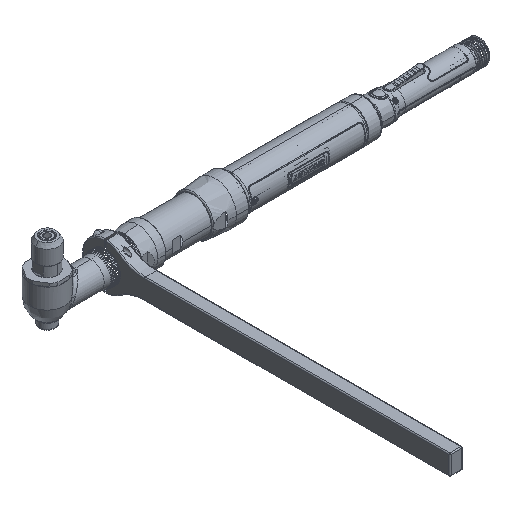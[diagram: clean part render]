
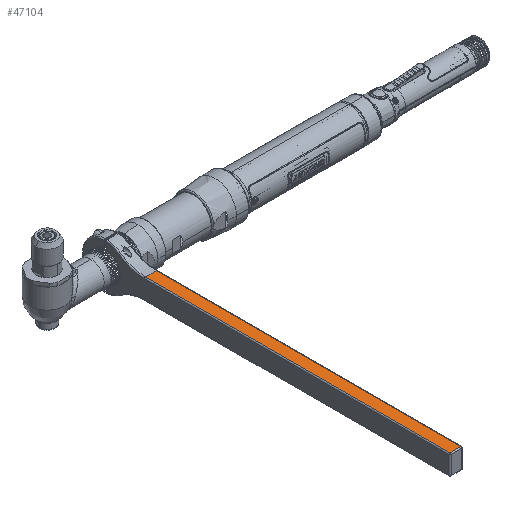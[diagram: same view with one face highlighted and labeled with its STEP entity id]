
A CAD part, isometric view. The second image highlights one B-rep face of the part: STEP entity #47104.
In plain terms, the highlighted planar face has unit normal (0, 0, 1).
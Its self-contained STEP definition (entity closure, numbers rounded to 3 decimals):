
#45013=DIRECTION('',(1.,0.,0.));
#45014=VECTOR('',#45013,0.63);
#45015=CARTESIAN_POINT('',(-6.53,-2.289,0.588));
#45016=LINE('',#45015,#45014);
#45505=DIRECTION('',(0.,1.,0.));
#45506=VECTOR('',#45505,17.651);
#45507=CARTESIAN_POINT('',(-5.9,-19.94,0.588));
#45508=LINE('',#45507,#45506);
#45608=DIRECTION('',(0.,-1.,0.));
#45609=VECTOR('',#45608,17.651);
#45610=CARTESIAN_POINT('',(-6.53,-2.289,0.588));
#45611=LINE('',#45610,#45609);
#45701=DIRECTION('',(-1.,0.,0.));
#45702=VECTOR('',#45701,0.63);
#45703=CARTESIAN_POINT('',(-5.9,-19.94,0.588));
#45704=LINE('',#45703,#45702);
#46418=CARTESIAN_POINT('',(-5.9,-19.94,0.588));
#46419=CARTESIAN_POINT('',(-6.53,-19.94,0.588));
#46420=VERTEX_POINT('',#46418);
#46421=VERTEX_POINT('',#46419);
#46422=CARTESIAN_POINT('',(-6.53,-2.289,0.588));
#46423=VERTEX_POINT('',#46422);
#46454=CARTESIAN_POINT('',(-5.9,-2.289,0.588));
#46455=VERTEX_POINT('',#46454);
#47089=CARTESIAN_POINT('',(-6.59,-2.289,0.588));
#47090=DIRECTION('',(0.,0.,1.));
#47091=DIRECTION('',(0.,-1.,0.));
#47092=AXIS2_PLACEMENT_3D('',#47089,#47090,#47091);
#47093=PLANE('',#47092);
#47095=ORIENTED_EDGE('',*,*,#47094,.T.);
#47097=ORIENTED_EDGE('',*,*,#47096,.F.);
#47099=ORIENTED_EDGE('',*,*,#47098,.T.);
#47101=ORIENTED_EDGE('',*,*,#47100,.F.);
#47102=EDGE_LOOP('',(#47095,#47097,#47099,#47101));
#47103=FACE_OUTER_BOUND('',#47102,.F.);
#47104=ADVANCED_FACE('',(#47103),#47093,.T.);
#47094=EDGE_CURVE('',#46420,#46421,#45704,.T.);
#47096=EDGE_CURVE('',#46423,#46421,#45611,.T.);
#47098=EDGE_CURVE('',#46423,#46455,#45016,.T.);
#47100=EDGE_CURVE('',#46420,#46455,#45508,.T.);
